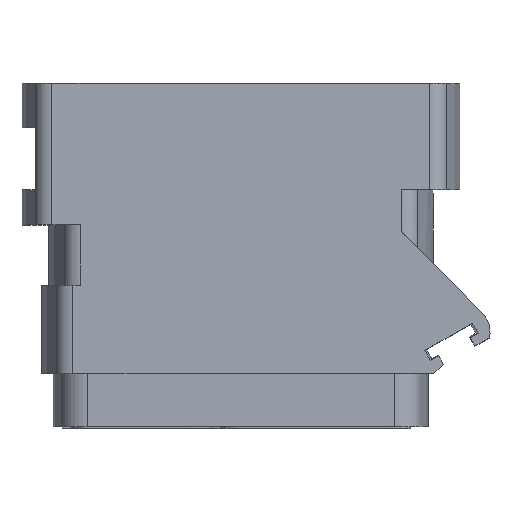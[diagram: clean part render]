
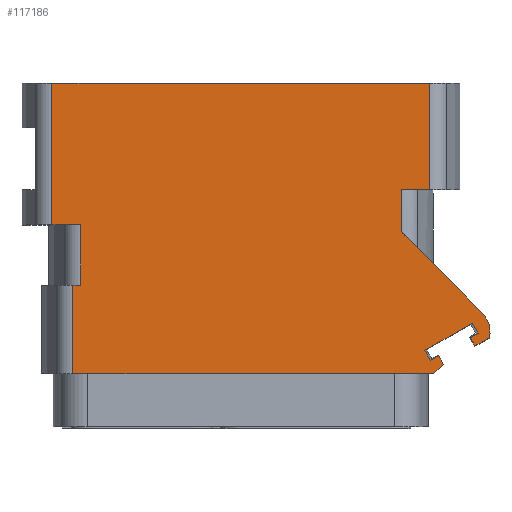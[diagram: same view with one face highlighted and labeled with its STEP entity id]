
A CAD part, top view. The second image highlights one B-rep face of the part: STEP entity #117186.
In plain terms, the highlighted planar face has unit normal (0, 0, 1).
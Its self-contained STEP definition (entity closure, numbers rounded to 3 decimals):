
#10=DIRECTION('',(-1.,0.,0.));
#11=VECTOR('',#10,21.35);
#12=CARTESIAN_POINT('',(10.675,0.,5.));
#13=LINE('',#12,#11);
#96=DIRECTION('',(0.866,0.5,0.));
#97=VECTOR('',#96,0.525);
#98=CARTESIAN_POINT('',(10.725,-15.663,5.));
#99=LINE('',#98,#97);
#100=DIRECTION('',(0.5,-0.866,0.));
#101=VECTOR('',#100,0.55);
#102=CARTESIAN_POINT('',(11.18,-15.4,5.));
#103=LINE('',#102,#101);
#104=DIRECTION('',(-0.727,-0.686,0.));
#105=VECTOR('',#104,0.763);
#106=CARTESIAN_POINT('',(11.455,-15.877,5.));
#107=LINE('',#106,#105);
#108=CARTESIAN_POINT('',(12.588,-14.043,5.));
#109=DIRECTION('',(0.,0.,-1.));
#110=DIRECTION('',(0.707,0.707,0.));
#111=AXIS2_PLACEMENT_3D('',#108,#109,#110);
#113=DIRECTION('',(-0.866,-0.5,0.));
#114=VECTOR('',#113,0.947);
#115=CARTESIAN_POINT('',(14.05,-14.378,5.));
#116=LINE('',#115,#114);
#117=DIRECTION('',(-0.5,0.866,0.));
#118=VECTOR('',#117,0.55);
#119=CARTESIAN_POINT('',(13.23,-14.852,5.));
#120=LINE('',#119,#118);
#121=DIRECTION('',(0.866,0.5,0.));
#122=VECTOR('',#121,0.525);
#123=CARTESIAN_POINT('',(12.955,-14.375,5.));
#124=LINE('',#123,#122);
#125=DIRECTION('',(-0.866,-0.5,0.));
#126=VECTOR('',#125,3.1);
#127=CARTESIAN_POINT('',(13.085,-13.55,5.));
#128=LINE('',#127,#126);
#146=DIRECTION('',(1.,0.,0.));
#147=VECTOR('',#146,20.392);
#148=CARTESIAN_POINT('',(-9.492,-16.4,5.));
#149=LINE('',#148,#147);
#219=DIRECTION('',(-1.,0.,0.));
#220=VECTOR('',#219,0.436);
#221=CARTESIAN_POINT('',(-9.056,-11.4,5.));
#222=LINE('',#221,#220);
#246=DIRECTION('',(1.,0.,0.));
#247=VECTOR('',#246,1.619);
#248=CARTESIAN_POINT('',(-10.675,-8.,5.));
#249=LINE('',#248,#247);
#273=DIRECTION('',(0.,-1.,0.));
#274=VECTOR('',#273,3.4);
#275=CARTESIAN_POINT('',(-9.056,-8.,5.));
#276=LINE('',#275,#274);
#300=DIRECTION('',(0.,-1.,0.));
#301=VECTOR('',#300,8.);
#302=CARTESIAN_POINT('',(-10.675,0.,5.));
#303=LINE('',#302,#301);
#345=DIRECTION('',(0.,-1.,0.));
#346=VECTOR('',#345,5.);
#347=CARTESIAN_POINT('',(-9.492,-11.4,5.));
#348=LINE('',#347,#346);
#92997=DIRECTION('',(0.,1.,0.));
#92998=VECTOR('',#92997,6.);
#92999=CARTESIAN_POINT('',(10.675,-6.,5.));
#93000=LINE('',#92999,#92998);
#93029=DIRECTION('',(1.,0.,0.));
#93030=VECTOR('',#93029,1.619);
#93031=CARTESIAN_POINT('',(9.056,-6.,5.));
#93032=LINE('',#93031,#93030);
#93077=DIRECTION('',(-0.707,0.707,0.));
#93078=VECTOR('',#93077,6.495);
#93079=CARTESIAN_POINT('',(13.649,-12.983,5.));
#93080=LINE('',#93079,#93078);
#93135=DIRECTION('',(0.,1.,0.));
#93136=VECTOR('',#93135,2.39);
#93137=CARTESIAN_POINT('',(9.056,-8.39,5.));
#93138=LINE('',#93137,#93136);
#93180=DIRECTION('',(0.5,-0.866,0.));
#93181=VECTOR('',#93180,0.65);
#93182=CARTESIAN_POINT('',(13.085,-13.55,5.));
#93183=LINE('',#93182,#93181);
#93220=DIRECTION('',(-0.5,0.866,0.));
#93221=VECTOR('',#93220,0.65);
#93222=CARTESIAN_POINT('',(10.725,-15.663,5.));
#93223=LINE('',#93222,#93221);
#93224=CARTESIAN_POINT('',(13.649,-12.983,5.));
#93225=CARTESIAN_POINT('',(14.05,-14.378,5.));
#93226=VERTEX_POINT('',#93224);
#93227=VERTEX_POINT('',#93225);
#93228=CARTESIAN_POINT('',(13.23,-14.852,5.));
#93229=VERTEX_POINT('',#93228);
#93840=CARTESIAN_POINT('',(10.675,-6.,5.));
#93841=VERTEX_POINT('',#93840);
#93842=CARTESIAN_POINT('',(10.675,0.,5.));
#93843=VERTEX_POINT('',#93842);
#93866=CARTESIAN_POINT('',(-10.675,0.,5.));
#93867=VERTEX_POINT('',#93866);
#93874=CARTESIAN_POINT('',(-10.675,-8.,5.));
#93875=VERTEX_POINT('',#93874);
#93888=CARTESIAN_POINT('',(9.056,-8.39,5.));
#93889=CARTESIAN_POINT('',(9.056,-6.,5.));
#93890=VERTEX_POINT('',#93888);
#93891=VERTEX_POINT('',#93889);
#93904=CARTESIAN_POINT('',(-9.056,-8.,5.));
#93905=CARTESIAN_POINT('',(-9.056,-11.4,5.));
#93906=VERTEX_POINT('',#93904);
#93907=VERTEX_POINT('',#93905);
#93920=CARTESIAN_POINT('',(-9.492,-11.4,5.));
#93921=VERTEX_POINT('',#93920);
#93922=CARTESIAN_POINT('',(-9.492,-16.4,5.));
#93923=VERTEX_POINT('',#93922);
#93924=CARTESIAN_POINT('',(10.9,-16.4,5.));
#93925=VERTEX_POINT('',#93924);
#93928=CARTESIAN_POINT('',(11.455,-15.877,5.));
#93929=VERTEX_POINT('',#93928);
#93936=CARTESIAN_POINT('',(10.4,-15.1,5.));
#93937=VERTEX_POINT('',#93936);
#93938=CARTESIAN_POINT('',(13.085,-13.55,5.));
#93940=VERTEX_POINT('',#93938);
#93952=CARTESIAN_POINT('',(10.725,-15.663,5.));
#93953=CARTESIAN_POINT('',(11.18,-15.4,5.));
#93954=VERTEX_POINT('',#93952);
#93955=VERTEX_POINT('',#93953);
#93956=CARTESIAN_POINT('',(12.955,-14.375,5.));
#93957=CARTESIAN_POINT('',(13.41,-14.113,5.));
#93958=VERTEX_POINT('',#93956);
#93959=VERTEX_POINT('',#93957);
#117139=CARTESIAN_POINT('',(11.347,0.,5.));
#117140=DIRECTION('',(0.,0.,1.));
#117141=DIRECTION('',(-1.,0.,0.));
#117142=AXIS2_PLACEMENT_3D('',#117139,#117140,#117141);
#117143=PLANE('',#117142);
#117144=ORIENTED_EDGE('',*,*,#117129,.T.);
#117146=ORIENTED_EDGE('',*,*,#117145,.T.);
#117148=ORIENTED_EDGE('',*,*,#117147,.T.);
#117150=ORIENTED_EDGE('',*,*,#117149,.F.);
#117152=ORIENTED_EDGE('',*,*,#117151,.F.);
#117154=ORIENTED_EDGE('',*,*,#117153,.F.);
#117156=ORIENTED_EDGE('',*,*,#117155,.F.);
#117158=ORIENTED_EDGE('',*,*,#117157,.F.);
#117160=ORIENTED_EDGE('',*,*,#117159,.F.);
#117161=ORIENTED_EDGE('',*,*,#117029,.F.);
#117163=ORIENTED_EDGE('',*,*,#117162,.F.);
#117165=ORIENTED_EDGE('',*,*,#117164,.F.);
#117167=ORIENTED_EDGE('',*,*,#117166,.F.);
#117169=ORIENTED_EDGE('',*,*,#117168,.F.);
#117171=ORIENTED_EDGE('',*,*,#117170,.T.);
#117173=ORIENTED_EDGE('',*,*,#117172,.T.);
#117175=ORIENTED_EDGE('',*,*,#117174,.T.);
#117177=ORIENTED_EDGE('',*,*,#117176,.T.);
#117179=ORIENTED_EDGE('',*,*,#117178,.F.);
#117181=ORIENTED_EDGE('',*,*,#117180,.T.);
#117183=ORIENTED_EDGE('',*,*,#117182,.F.);
#117184=EDGE_LOOP('',(#117144,#117146,#117148,#117150,#117152,#117154,#117156,
#117158,#117160,#117161,#117163,#117165,#117167,#117169,#117171,#117173,#117175,
#117177,#117179,#117181,#117183));
#117185=FACE_OUTER_BOUND('',#117184,.F.);
#117186=ADVANCED_FACE('',(#117185),#117143,.T.);
#112=CIRCLE('',#111,1.5);
#117029=EDGE_CURVE('',#93843,#93867,#13,.T.);
#117129=EDGE_CURVE('',#93954,#93955,#99,.T.);
#117145=EDGE_CURVE('',#93955,#93929,#103,.T.);
#117147=EDGE_CURVE('',#93929,#93925,#107,.T.);
#117149=EDGE_CURVE('',#93923,#93925,#149,.T.);
#117151=EDGE_CURVE('',#93921,#93923,#348,.T.);
#117153=EDGE_CURVE('',#93907,#93921,#222,.T.);
#117155=EDGE_CURVE('',#93906,#93907,#276,.T.);
#117157=EDGE_CURVE('',#93875,#93906,#249,.T.);
#117159=EDGE_CURVE('',#93867,#93875,#303,.T.);
#117162=EDGE_CURVE('',#93841,#93843,#93000,.T.);
#117164=EDGE_CURVE('',#93891,#93841,#93032,.T.);
#117166=EDGE_CURVE('',#93890,#93891,#93138,.T.);
#117168=EDGE_CURVE('',#93226,#93890,#93080,.T.);
#117170=EDGE_CURVE('',#93226,#93227,#112,.T.);
#117172=EDGE_CURVE('',#93227,#93229,#116,.T.);
#117174=EDGE_CURVE('',#93229,#93958,#120,.T.);
#117176=EDGE_CURVE('',#93958,#93959,#124,.T.);
#117178=EDGE_CURVE('',#93940,#93959,#93183,.T.);
#117180=EDGE_CURVE('',#93940,#93937,#128,.T.);
#117182=EDGE_CURVE('',#93954,#93937,#93223,.T.);
